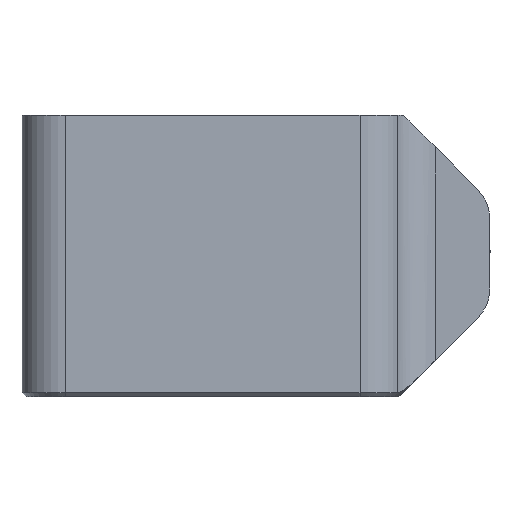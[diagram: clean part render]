
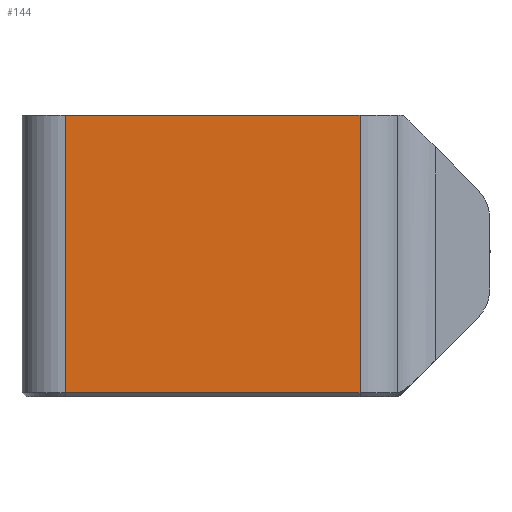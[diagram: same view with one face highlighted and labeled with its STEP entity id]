
A CAD part, left-side view. The second image highlights one B-rep face of the part: STEP entity #144.
In plain terms, the highlighted planar face has unit normal (-1, 0, 0).
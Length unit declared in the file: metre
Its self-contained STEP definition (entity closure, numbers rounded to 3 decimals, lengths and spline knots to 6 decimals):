
#144 = ADVANCED_FACE( '', ( #340 ), #341, .T. );
#340 = FACE_OUTER_BOUND( '', #840, .T. );
#341 = PLANE( '', #841 );
#840 = EDGE_LOOP( '', ( #2064, #2065, #2066, #2067 ) );
#841 = AXIS2_PLACEMENT_3D( '', #2068, #2069, #2070 );
#2064 = ORIENTED_EDGE( '', *, *, #2655, .T. );
#2065 = ORIENTED_EDGE( '', *, *, #2656, .T. );
#2066 = ORIENTED_EDGE( '', *, *, #2657, .F. );
#2067 = ORIENTED_EDGE( '', *, *, #2658, .T. );
#2068 = CARTESIAN_POINT( '', ( -0.0155, 0.0297, 0.011 ) );
#2069 = DIRECTION( '', ( -1., 0., 0. ) );
#2070 = DIRECTION( '', ( 0., 1., 0. ) );
#2655 = EDGE_CURVE( '', #2991, #2992, #2993, .T. );
#2656 = EDGE_CURVE( '', #2992, #2994, #2995, .T. );
#2657 = EDGE_CURVE( '', #2996, #2994, #2997, .T. );
#2658 = EDGE_CURVE( '', #2996, #2991, #2998, .T. );
#2991 = VERTEX_POINT( '', #3696 );
#2992 = VERTEX_POINT( '', #3697 );
#2993 = LINE( '', #3698, #3699 );
#2994 = VERTEX_POINT( '', #3700 );
#2995 = LINE( '', #3701, #3702 );
#2996 = VERTEX_POINT( '', #3703 );
#2997 = LINE( '', #3704, #3705 );
#2998 = LINE( '', #3706, #3707 );
#3696 = CARTESIAN_POINT( '', ( -0.0155, 0.0467, 0.011 ) );
#3697 = CARTESIAN_POINT( '', ( -0.0155, 0.0467, -0.021 ) );
#3698 = CARTESIAN_POINT( '', ( -0.0155, 0.0467, 0.011 ) );
#3699 = VECTOR( '', #4412, 1. );
#3700 = CARTESIAN_POINT( '', ( -0.0155, 0.0127, -0.021 ) );
#3701 = CARTESIAN_POINT( '', ( -0.0155, 0.0127, -0.021 ) );
#3702 = VECTOR( '', #4413, 1. );
#3703 = CARTESIAN_POINT( '', ( -0.0155, 0.0127, 0.011 ) );
#3704 = CARTESIAN_POINT( '', ( -0.0155, 0.0127, 0.011 ) );
#3705 = VECTOR( '', #4414, 1. );
#3706 = CARTESIAN_POINT( '', ( -0.0155, 0.0297, 0.011 ) );
#3707 = VECTOR( '', #4415, 1. );
#4412 = DIRECTION( '', ( 0., 0., -1. ) );
#4413 = DIRECTION( '', ( 0., -1., 0. ) );
#4414 = DIRECTION( '', ( 0., 0., -1. ) );
#4415 = DIRECTION( '', ( 0., 1., 0. ) );
